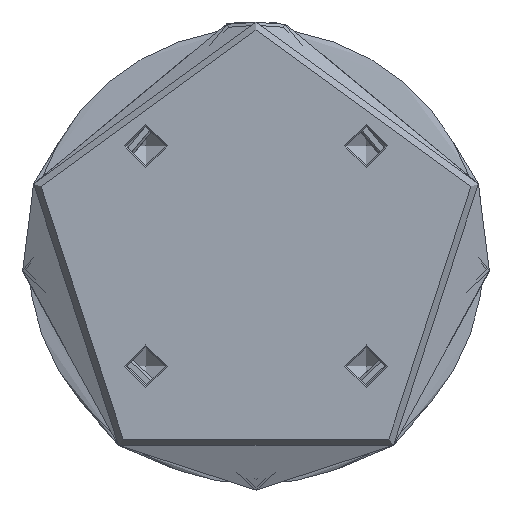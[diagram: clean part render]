
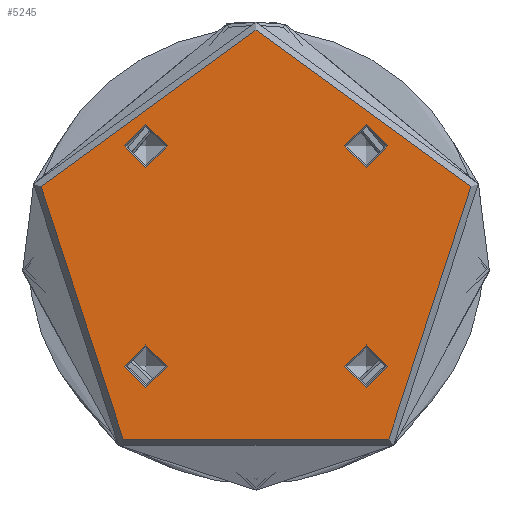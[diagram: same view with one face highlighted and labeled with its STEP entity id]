
A CAD part, front view. The second image highlights one B-rep face of the part: STEP entity #5245.
In plain terms, the highlighted face is planar.
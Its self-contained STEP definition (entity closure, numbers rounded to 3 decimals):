
#95 = EDGE_LOOP ( 'NONE', ( #181 ) ) ;
#173 = DIRECTION ( 'NONE',  ( 0., 0., 1. ) ) ;
#181 = ORIENTED_EDGE ( 'NONE', *, *, #5036, .F. ) ;
#251 = DIRECTION ( 'NONE',  ( 1., 0., 0. ) ) ;
#378 = VERTEX_POINT ( 'NONE', #2766 ) ;
#379 = EDGE_CURVE ( 'NONE', #3329, #3329, #4161, .T. ) ;
#440 = CARTESIAN_POINT ( 'NONE',  ( -28.284, 28.284, 0. ) ) ;
#508 = DIRECTION ( 'NONE',  ( 0., 0., 1. ) ) ;
#576 = DIRECTION ( 'NONE',  ( 0., 0., -1. ) ) ;
#947 = EDGE_LOOP ( 'NONE', ( #6327 ) ) ;
#1261 = FACE_OUTER_BOUND ( 'NONE', #5558, .T. ) ;
#1443 = CARTESIAN_POINT ( 'NONE',  ( 0., 0., 0. ) ) ;
#1473 = VERTEX_POINT ( 'NONE', #2208 ) ;
#1480 = CIRCLE ( 'NONE', #2721, 5.5 ) ;
#1938 = CIRCLE ( 'NONE', #6287, 5.5 ) ;
#2014 = DIRECTION ( 'NONE',  ( 1., 0., 0. ) ) ;
#2208 = CARTESIAN_POINT ( 'NONE',  ( -33.784, -28.284, 0. ) ) ;
#2362 = VERTEX_POINT ( 'NONE', #3838 ) ;
#2380 = VERTEX_POINT ( 'NONE', #4350 ) ;
#2381 = EDGE_CURVE ( 'NONE', #2380, #2380, #1938, .T. ) ;
#2413 = EDGE_LOOP ( 'NONE', ( #3287 ) ) ;
#2591 = ORIENTED_EDGE ( 'NONE', *, *, #3935, .T. ) ;
#2663 = CARTESIAN_POINT ( 'NONE',  ( -33.784, 28.284, 0. ) ) ;
#2704 = CARTESIAN_POINT ( 'NONE',  ( 0., 0., 0. ) ) ;
#2721 = AXIS2_PLACEMENT_3D ( 'NONE', #3799, #508, #4333 ) ;
#2766 = CARTESIAN_POINT ( 'NONE',  ( 33.784, 28.284, 0. ) ) ;
#3273 = DIRECTION ( 'NONE',  ( -1., 0., 0. ) ) ;
#3287 = ORIENTED_EDGE ( 'NONE', *, *, #2381, .T. ) ;
#3329 = VERTEX_POINT ( 'NONE', #2663 ) ;
#3386 = ORIENTED_EDGE ( 'NONE', *, *, #379, .T. ) ;
#3493 = CARTESIAN_POINT ( 'NONE',  ( -28.284, -28.284, 0. ) ) ;
#3564 = DIRECTION ( 'NONE',  ( 0., 0., -1. ) ) ;
#3799 = CARTESIAN_POINT ( 'NONE',  ( 28.284, 28.284, 0. ) ) ;
#3838 = CARTESIAN_POINT ( 'NONE',  ( 58., 0., 0. ) ) ;
#3842 = FACE_BOUND ( 'NONE', #2413, .T. ) ;
#3933 = FACE_BOUND ( 'NONE', #6207, .T. ) ;
#3935 = EDGE_CURVE ( 'NONE', #2362, #2362, #4165, .T. ) ;
#4022 = DIRECTION ( 'NONE',  ( -1., 0., 0. ) ) ;
#4161 = CIRCLE ( 'NONE', #4844, 5.5 ) ;
#4165 = CIRCLE ( 'NONE', #6353, 58. ) ;
#4333 = DIRECTION ( 'NONE',  ( 1., 0., 0. ) ) ;
#4350 = CARTESIAN_POINT ( 'NONE',  ( 33.784, -28.284, 0. ) ) ;
#4394 = DIRECTION ( 'NONE',  ( -1., 0., 0. ) ) ;
#4844 = AXIS2_PLACEMENT_3D ( 'NONE', #440, #576, #4394 ) ;
#5036 = EDGE_CURVE ( 'NONE', #1473, #1473, #5069, .T. ) ;
#5069 = CIRCLE ( 'NONE', #6632, 5.5 ) ;
#5223 = FACE_BOUND ( 'NONE', #95, .T. ) ;
#5227 = DIRECTION ( 'NONE',  ( 0., 0., 1. ) ) ;
#5230 = FACE_BOUND ( 'NONE', #947, .T. ) ;
#5245 = ADVANCED_FACE ( 'NONE', ( #5223, #3842, #3933, #5230, #1261 ), #5854, .F. ) ;
#5443 = EDGE_CURVE ( 'NONE', #378, #378, #1480, .T. ) ;
#5558 = EDGE_LOOP ( 'NONE', ( #2591 ) ) ;
#5854 = PLANE ( 'NONE',  #6503 ) ;
#6207 = EDGE_LOOP ( 'NONE', ( #3386 ) ) ;
#6287 = AXIS2_PLACEMENT_3D ( 'NONE', #6644, #3564, #251 ) ;
#6327 = ORIENTED_EDGE ( 'NONE', *, *, #5443, .F. ) ;
#6353 = AXIS2_PLACEMENT_3D ( 'NONE', #1443, #5227, #2014 ) ;
#6364 = DIRECTION ( 'NONE',  ( 0., 0., -1. ) ) ;
#6503 = AXIS2_PLACEMENT_3D ( 'NONE', #2704, #6364, #3273 ) ;
#6632 = AXIS2_PLACEMENT_3D ( 'NONE', #3493, #173, #4022 ) ;
#6644 = CARTESIAN_POINT ( 'NONE',  ( 28.284, -28.284, 0. ) ) ;
